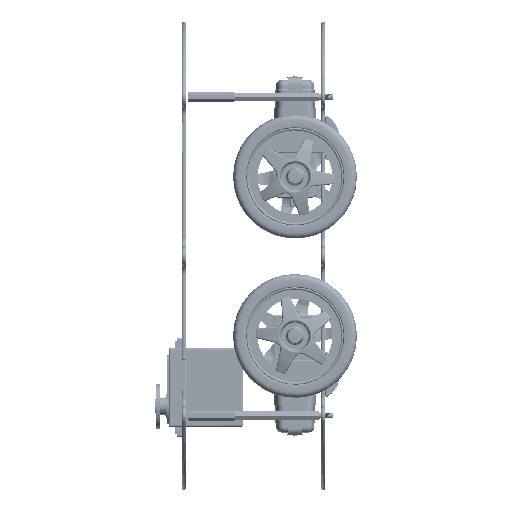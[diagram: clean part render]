
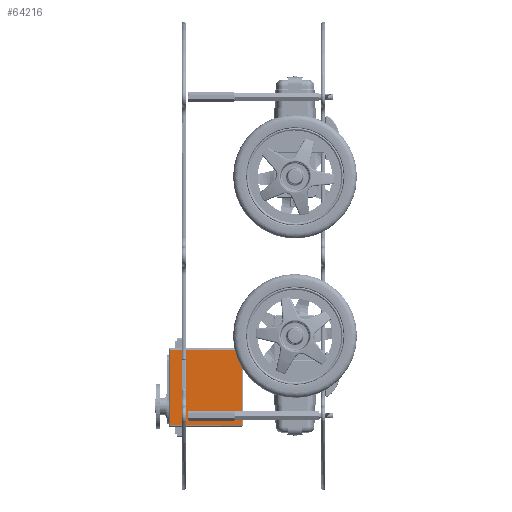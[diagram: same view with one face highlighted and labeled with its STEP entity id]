
A CAD part, left-side view. The second image highlights one B-rep face of the part: STEP entity #64216.
In plain terms, the highlighted face is planar.
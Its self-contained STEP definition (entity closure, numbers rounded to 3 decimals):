
#4439 = CARTESIAN_POINT ( 'NONE',  ( -20., -10.25, 19.5 ) ) ;
#4896 = DIRECTION ( 'NONE',  ( 0., 0., -1. ) ) ;
#5414 = CARTESIAN_POINT ( 'NONE',  ( -21., -10.25, 19.75 ) ) ;
#6815 = ORIENTED_EDGE ( 'NONE', *, *, #43444, .T. ) ;
#7558 = LINE ( 'NONE', #22028, #71471 ) ;
#9011 = DIRECTION ( 'NONE',  ( 1., 0., 0. ) ) ;
#15926 = VERTEX_POINT ( 'NONE', #62587 ) ;
#17069 = CARTESIAN_POINT ( 'NONE',  ( 20., -10.25, -19. ) ) ;
#18592 = EDGE_LOOP ( 'NONE', ( #19042, #6815, #41578, #37979 ) ) ;
#19042 = ORIENTED_EDGE ( 'NONE', *, *, #90844, .T. ) ;
#22028 = CARTESIAN_POINT ( 'NONE',  ( -20., -10.25, 19.75 ) ) ;
#23973 = VERTEX_POINT ( 'NONE', #28064 ) ;
#26742 = CARTESIAN_POINT ( 'NONE',  ( -21., -10.25, 19.5 ) ) ;
#28064 = CARTESIAN_POINT ( 'NONE',  ( 20., -10.25, 19.5 ) ) ;
#33092 = FACE_OUTER_BOUND ( 'NONE', #18592, .T. ) ;
#37929 = EDGE_CURVE ( 'NONE', #23973, #107834, #96716, .T. ) ;
#37979 = ORIENTED_EDGE ( 'NONE', *, *, #37929, .T. ) ;
#41578 = ORIENTED_EDGE ( 'NONE', *, *, #54808, .T. ) ;
#43444 = EDGE_CURVE ( 'NONE', #15926, #61930, #58854, .T. ) ;
#44568 = CARTESIAN_POINT ( 'NONE',  ( 20., -10.25, 19.75 ) ) ;
#47341 = DIRECTION ( 'NONE',  ( 0., 1., 0. ) ) ;
#54808 = EDGE_CURVE ( 'NONE', #61930, #23973, #57071, .T. ) ;
#57071 = LINE ( 'NONE', #44568, #106515 ) ;
#58854 = LINE ( 'NONE', #17069, #62819 ) ;
#61930 = VERTEX_POINT ( 'NONE', #82291 ) ;
#62587 = CARTESIAN_POINT ( 'NONE',  ( -20., -10.25, -19. ) ) ;
#62819 = VECTOR ( 'NONE', #9011, 1000. ) ;
#62980 = PLANE ( 'NONE',  #82721 ) ;
#64216 = ADVANCED_FACE ( 'NONE', ( #33092 ), #62980, .F. ) ;
#71471 = VECTOR ( 'NONE', #4896, 1000. ) ;
#76596 = DIRECTION ( 'NONE',  ( 0., 0., 1. ) ) ;
#82291 = CARTESIAN_POINT ( 'NONE',  ( 20., -10.25, -19. ) ) ;
#82721 = AXIS2_PLACEMENT_3D ( 'NONE', #5414, #47341, #88071 ) ;
#85292 = DIRECTION ( 'NONE',  ( -1., 0., 0. ) ) ;
#88071 = DIRECTION ( 'NONE',  ( 0., 0., 1. ) ) ;
#90265 = VECTOR ( 'NONE', #85292, 1000. ) ;
#90844 = EDGE_CURVE ( 'NONE', #107834, #15926, #7558, .T. ) ;
#96716 = LINE ( 'NONE', #26742, #90265 ) ;
#106515 = VECTOR ( 'NONE', #76596, 1000. ) ;
#107834 = VERTEX_POINT ( 'NONE', #4439 ) ;
